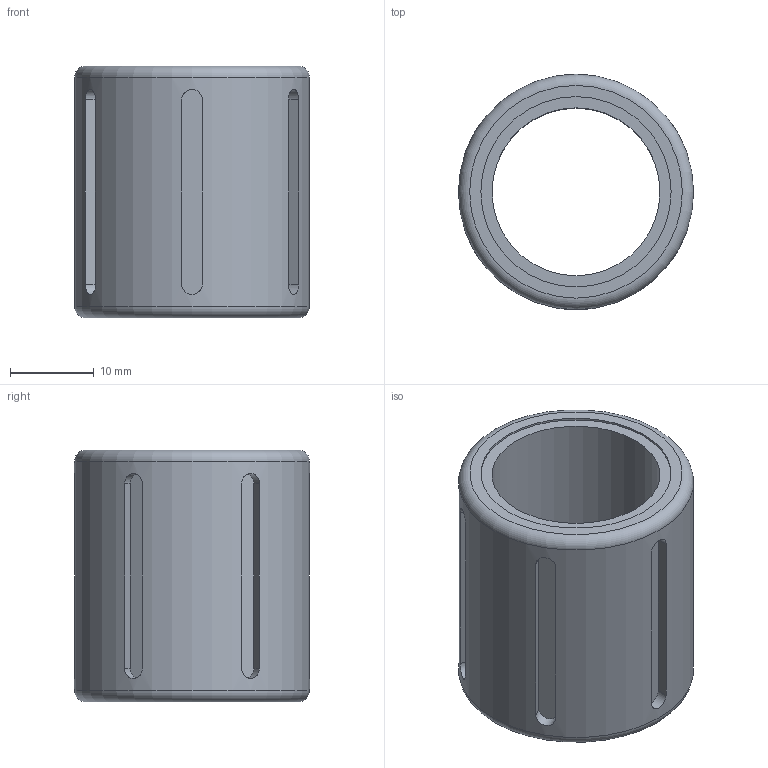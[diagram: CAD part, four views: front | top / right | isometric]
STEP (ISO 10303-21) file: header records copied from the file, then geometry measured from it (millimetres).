
FILE_DESCRIPTION (( 'STEP AP214' ), '1' );
FILE_NAME ('KH2030PP-Rollco.step', '2024-02-16T08:37:00', ( '' ), ( '' ), 'SwSTEP 2.0', 'SolidWorks 2010', '' );
FILE_SCHEMA (( 'AUTOMOTIVE_DESIGN' ));
Length unit declared in the file: millimetre
Products named in the file (1): KH2030PP-Rollco
Bounding box: 28 x 28 x 30 mm (x, y, z)
Volume: 8462.4 mm3; surface area: 5441.3 mm2
Topology: 1 solids, 1 shells, 40 faces, 88 edges, 58 vertices
Faces by surface type: plane 22, cylinder 16, torus 2
Full cylindrical faces by diameter (mm): 20 x1, 22.667 x2, 28 x1
Entity records: 1671 total; most frequent: CARTESIAN_POINT 385, DIRECTION 174, ORIENTED_EDGE 164, EDGE_CURVE 82, AXIS2_PLACEMENT_3D 63, VERTEX_POINT 58, EDGE_LOOP 56, VECTOR 48
